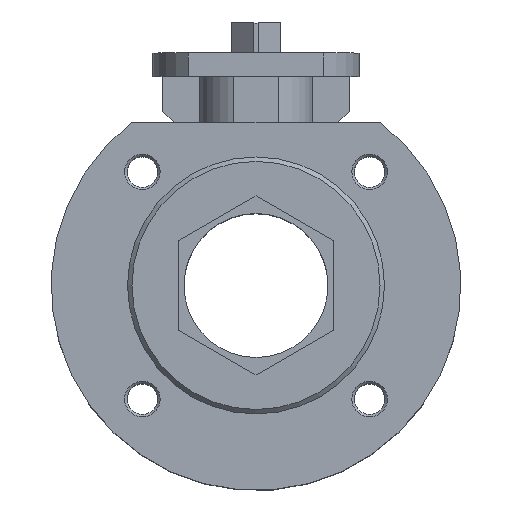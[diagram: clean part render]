
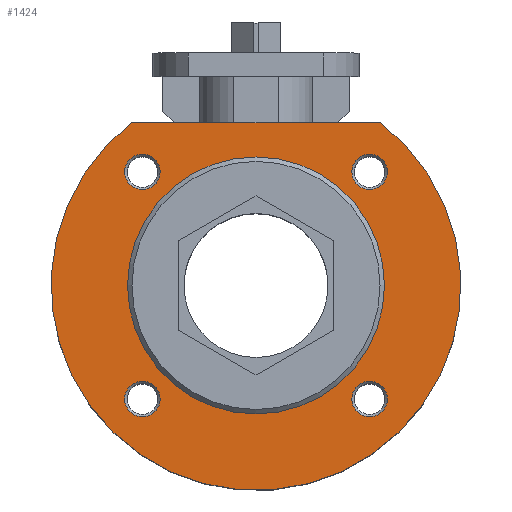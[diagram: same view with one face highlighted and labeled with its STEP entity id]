
A CAD part, top view. The second image highlights one B-rep face of the part: STEP entity #1424.
In plain terms, the highlighted planar face has unit normal (0, 0, 1).
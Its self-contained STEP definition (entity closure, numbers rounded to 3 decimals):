
#54=CIRCLE('',#1540,92.5);
#55=CIRCLE('',#1541,8.);
#56=CIRCLE('',#1542,8.);
#57=CIRCLE('',#1543,8.);
#58=CIRCLE('',#1544,8.);
#59=CIRCLE('',#1545,58.);
#256=ORIENTED_EDGE('',*,*,#616,.F.);
#257=ORIENTED_EDGE('',*,*,#579,.F.);
#258=ORIENTED_EDGE('',*,*,#617,.T.);
#259=ORIENTED_EDGE('',*,*,#618,.T.);
#260=ORIENTED_EDGE('',*,*,#619,.T.);
#261=ORIENTED_EDGE('',*,*,#620,.T.);
#262=ORIENTED_EDGE('',*,*,#621,.T.);
#579=EDGE_CURVE('',#758,#759,#903,.T.);
#616=EDGE_CURVE('',#759,#758,#54,.T.);
#617=EDGE_CURVE('',#785,#785,#55,.T.);
#618=EDGE_CURVE('',#786,#786,#56,.T.);
#619=EDGE_CURVE('',#787,#787,#57,.T.);
#620=EDGE_CURVE('',#788,#788,#58,.T.);
#621=EDGE_CURVE('',#789,#789,#59,.T.);
#758=VERTEX_POINT('',#2215);
#759=VERTEX_POINT('',#2217);
#785=VERTEX_POINT('',#2284);
#786=VERTEX_POINT('',#2286);
#787=VERTEX_POINT('',#2288);
#788=VERTEX_POINT('',#2290);
#789=VERTEX_POINT('',#2292);
#903=LINE('',#2216,#1027);
#1027=VECTOR('',#1763,1000.);
#1116=EDGE_LOOP('',(#256,#257));
#1117=EDGE_LOOP('',(#258));
#1118=EDGE_LOOP('',(#259));
#1119=EDGE_LOOP('',(#260));
#1120=EDGE_LOOP('',(#261));
#1121=EDGE_LOOP('',(#262));
#1254=FACE_BOUND('',#1116,.T.);
#1255=FACE_BOUND('',#1117,.T.);
#1256=FACE_BOUND('',#1118,.T.);
#1257=FACE_BOUND('',#1119,.T.);
#1258=FACE_BOUND('',#1120,.T.);
#1259=FACE_BOUND('',#1121,.T.);
#1377=PLANE('',#1539);
#1424=ADVANCED_FACE('',(#1254,#1255,#1256,#1257,#1258,#1259),#1377,.F.);
#1539=AXIS2_PLACEMENT_3D('',#2281,#1820,#1821);
#1540=AXIS2_PLACEMENT_3D('',#2282,#1822,#1823);
#1541=AXIS2_PLACEMENT_3D('',#2283,#1824,#1825);
#1542=AXIS2_PLACEMENT_3D('',#2285,#1826,#1827);
#1543=AXIS2_PLACEMENT_3D('',#2287,#1828,#1829);
#1544=AXIS2_PLACEMENT_3D('',#2289,#1830,#1831);
#1545=AXIS2_PLACEMENT_3D('',#2291,#1832,#1833);
#1763=DIRECTION('',(1.,0.,0.));
#1820=DIRECTION('',(0.,0.,-1.));
#1821=DIRECTION('',(-1.,0.,0.));
#1822=DIRECTION('',(0.,0.,-1.));
#1823=DIRECTION('',(-1.,0.,0.));
#1824=DIRECTION('',(0.,0.,-1.));
#1825=DIRECTION('',(-1.,0.,0.));
#1826=DIRECTION('',(0.,0.,-1.));
#1827=DIRECTION('',(-1.,0.,0.));
#1828=DIRECTION('',(0.,0.,-1.));
#1829=DIRECTION('',(-1.,0.,0.));
#1830=DIRECTION('',(0.,0.,-1.));
#1831=DIRECTION('',(-1.,0.,0.));
#1832=DIRECTION('',(0.,0.,-1.));
#1833=DIRECTION('',(-1.,0.,0.));
#2215=CARTESIAN_POINT('',(-56.16,73.5,48.));
#2216=CARTESIAN_POINT('',(0.,73.5,48.));
#2217=CARTESIAN_POINT('',(56.16,73.5,48.));
#2281=CARTESIAN_POINT('',(0.,58.,48.));
#2282=CARTESIAN_POINT('',(0.,0.,48.));
#2283=CARTESIAN_POINT('',(51.265,51.265,48.));
#2284=CARTESIAN_POINT('',(43.265,51.265,48.));
#2285=CARTESIAN_POINT('',(51.265,-51.265,48.));
#2286=CARTESIAN_POINT('',(43.265,-51.265,48.));
#2287=CARTESIAN_POINT('',(-51.265,-51.265,48.));
#2288=CARTESIAN_POINT('',(-59.265,-51.265,48.));
#2289=CARTESIAN_POINT('',(-51.265,51.265,48.));
#2290=CARTESIAN_POINT('',(-59.265,51.265,48.));
#2291=CARTESIAN_POINT('',(0.,0.,48.));
#2292=CARTESIAN_POINT('',(-58.,0.,48.));
